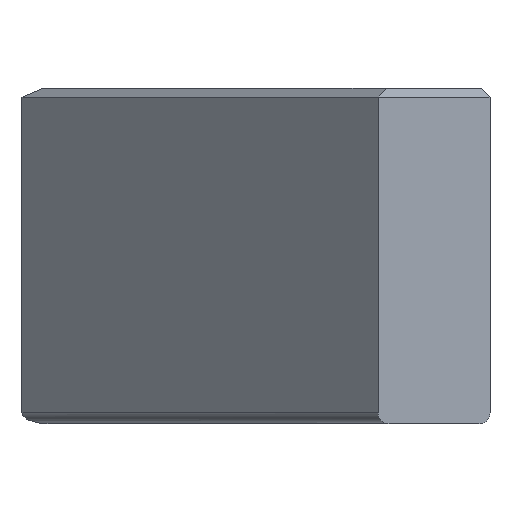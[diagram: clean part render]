
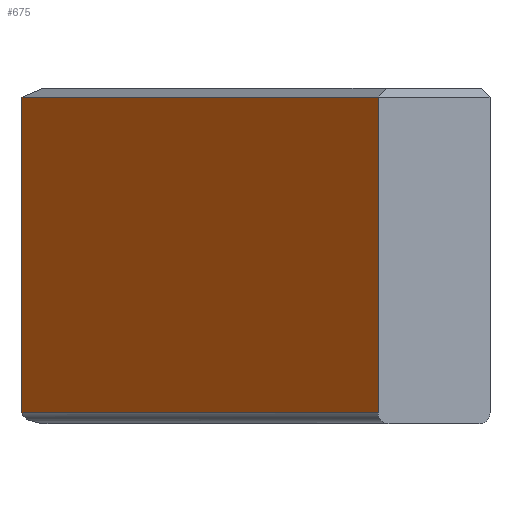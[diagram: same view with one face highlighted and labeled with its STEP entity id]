
A CAD part, left-side view. The second image highlights one B-rep face of the part: STEP entity #675.
In plain terms, the highlighted planar face has unit normal (-0.707, 0.707, 0).
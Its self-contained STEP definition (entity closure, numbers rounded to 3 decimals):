
#51=PLANE('',#760);
#91=FACE_OUTER_BOUND('',#135,.T.);
#135=EDGE_LOOP('',(#557,#558,#559,#560));
#159=LINE('',#1008,#223);
#179=LINE('',#1091,#243);
#192=LINE('',#1138,#256);
#193=LINE('',#1139,#257);
#223=VECTOR('',#795,10.);
#243=VECTOR('',#873,10.);
#256=VECTOR('',#926,10.);
#257=VECTOR('',#927,10.);
#307=VERTEX_POINT('',#1001);
#310=VERTEX_POINT('',#1006);
#336=VERTEX_POINT('',#1090);
#350=VERTEX_POINT('',#1137);
#368=EDGE_CURVE('',#310,#307,#159,.T.);
#405=EDGE_CURVE('',#336,#307,#179,.T.);
#429=EDGE_CURVE('',#310,#350,#192,.T.);
#430=EDGE_CURVE('',#350,#336,#193,.T.);
#557=ORIENTED_EDGE('',*,*,#405,.T.);
#558=ORIENTED_EDGE('',*,*,#368,.F.);
#559=ORIENTED_EDGE('',*,*,#429,.T.);
#560=ORIENTED_EDGE('',*,*,#430,.T.);
#675=ADVANCED_FACE('',(#91),#51,.F.);
#760=AXIS2_PLACEMENT_3D('',#1136,#924,#925);
#795=DIRECTION('',(0.,0.,-1.));
#873=DIRECTION('',(-0.707,-0.707,0.));
#924=DIRECTION('center_axis',(0.707,-0.707,0.));
#925=DIRECTION('ref_axis',(-0.707,-0.707,0.));
#926=DIRECTION('',(0.707,0.707,0.));
#927=DIRECTION('',(0.,0.,-1.));
#1001=CARTESIAN_POINT('',(134.09,5.,-14.5));
#1006=CARTESIAN_POINT('',(134.09,5.,-0.4));
#1008=CARTESIAN_POINT('',(134.09,5.,0.));
#1090=CARTESIAN_POINT('',(150.,20.91,-14.5));
#1091=CARTESIAN_POINT('',(143.898,14.807,-14.5));
#1136=CARTESIAN_POINT('Origin',(150.,20.91,0.));
#1137=CARTESIAN_POINT('',(150.,20.91,-0.4));
#1138=CARTESIAN_POINT('',(143.898,14.807,-0.4));
#1139=CARTESIAN_POINT('',(150.,20.91,0.));
